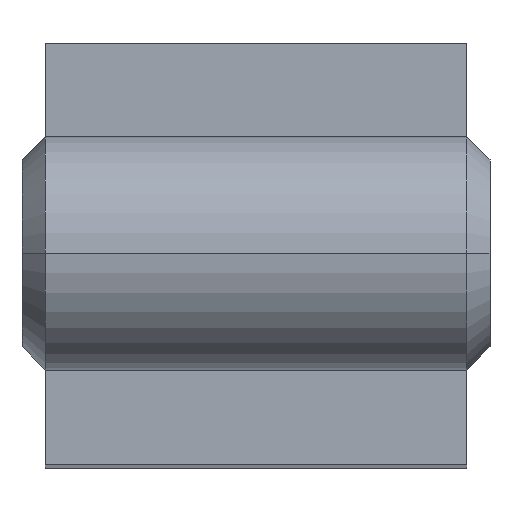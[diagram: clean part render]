
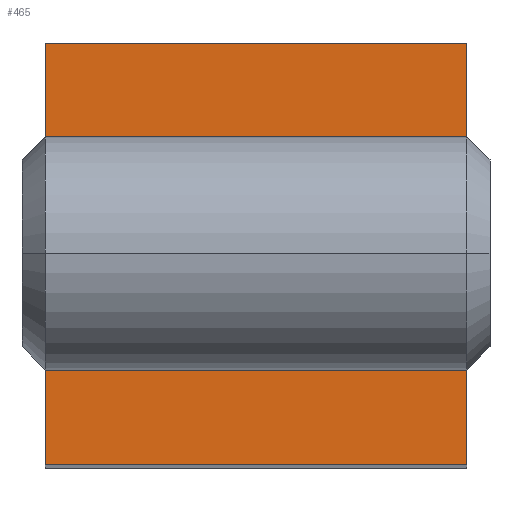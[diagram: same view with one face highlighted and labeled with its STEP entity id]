
A CAD part, top view. The second image highlights one B-rep face of the part: STEP entity #465.
In plain terms, the highlighted planar face has unit normal (0, 0, 1).
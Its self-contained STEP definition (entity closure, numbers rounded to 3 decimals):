
#2 = VERTEX_POINT ( 'NONE', #132 ) ;
#3 = VERTEX_POINT ( 'NONE', #541 ) ;
#19 = EDGE_CURVE ( 'NONE', #692, #437, #261, .T. ) ;
#21 = CARTESIAN_POINT ( 'NONE',  ( -18.72, -18.72, 85.197 ) ) ;
#44 = DIRECTION ( 'NONE',  ( 1., 0., 0. ) ) ;
#59 = EDGE_CURVE ( 'NONE', #2, #196, #738, .T. ) ;
#80 = LINE ( 'NONE', #389, #764 ) ;
#81 = EDGE_CURVE ( 'NONE', #196, #3, #555, .T. ) ;
#93 = ORIENTED_EDGE ( 'NONE', *, *, #159, .F. ) ;
#95 = ORIENTED_EDGE ( 'NONE', *, *, #301, .F. ) ;
#130 = DIRECTION ( 'NONE',  ( 0., 1., 0. ) ) ;
#132 = CARTESIAN_POINT ( 'NONE',  ( 18.72, -18.72, 85.197 ) ) ;
#133 = VECTOR ( 'NONE', #172, 1000. ) ;
#157 = CARTESIAN_POINT ( 'NONE',  ( -8.32, -8.32, 85.197 ) ) ;
#159 = EDGE_CURVE ( 'NONE', #437, #380, #80, .T. ) ;
#160 = CARTESIAN_POINT ( 'NONE',  ( -8.32, -8.32, 85.197 ) ) ;
#172 = DIRECTION ( 'NONE',  ( 0., -1., 0. ) ) ;
#188 = DIRECTION ( 'NONE',  ( 0., 0., -1. ) ) ;
#190 = VERTEX_POINT ( 'NONE', #21 ) ;
#196 = VERTEX_POINT ( 'NONE', #639 ) ;
#226 = FACE_BOUND ( 'NONE', #322, .T. ) ;
#237 = CARTESIAN_POINT ( 'NONE',  ( 8.32, -8.32, 85.197 ) ) ;
#261 = LINE ( 'NONE', #731, #442 ) ;
#275 = VERTEX_POINT ( 'NONE', #157 ) ;
#283 = VECTOR ( 'NONE', #559, 1000. ) ;
#301 = EDGE_CURVE ( 'NONE', #275, #692, #722, .T. ) ;
#304 = CARTESIAN_POINT ( 'NONE',  ( 8.32, 8.32, 85.197 ) ) ;
#308 = AXIS2_PLACEMENT_3D ( 'NONE', #317, #188, #724 ) ;
#317 = CARTESIAN_POINT ( 'NONE',  ( 0., 0., 85.197 ) ) ;
#322 = EDGE_LOOP ( 'NONE', ( #783, #93, #484, #95 ) ) ;
#380 = VERTEX_POINT ( 'NONE', #410 ) ;
#388 = CARTESIAN_POINT ( 'NONE',  ( 18.72, 18.72, 85.197 ) ) ;
#389 = CARTESIAN_POINT ( 'NONE',  ( -8.32, 8.32, 85.197 ) ) ;
#410 = CARTESIAN_POINT ( 'NONE',  ( -8.32, 8.32, 85.197 ) ) ;
#416 = DIRECTION ( 'NONE',  ( 1., 0., 0. ) ) ;
#429 = VECTOR ( 'NONE', #447, 1000. ) ;
#437 = VERTEX_POINT ( 'NONE', #304 ) ;
#442 = VECTOR ( 'NONE', #130, 1000. ) ;
#447 = DIRECTION ( 'NONE',  ( 0., 1., 0. ) ) ;
#448 = EDGE_LOOP ( 'NONE', ( #733, #569, #571, #493 ) ) ;
#465 = ADVANCED_FACE ( 'NONE', ( #727, #226 ), #608, .F. ) ;
#475 = CARTESIAN_POINT ( 'NONE',  ( -18.72, -18.72, 85.197 ) ) ;
#484 = ORIENTED_EDGE ( 'NONE', *, *, #19, .F. ) ;
#493 = ORIENTED_EDGE ( 'NONE', *, *, #81, .T. ) ;
#495 = DIRECTION ( 'NONE',  ( -1., 0., 0. ) ) ;
#498 = LINE ( 'NONE', #593, #638 ) ;
#517 = VECTOR ( 'NONE', #524, 1000. ) ;
#524 = DIRECTION ( 'NONE',  ( 0., -1., 0. ) ) ;
#541 = CARTESIAN_POINT ( 'NONE',  ( -18.72, 18.72, 85.197 ) ) ;
#555 = LINE ( 'NONE', #630, #283 ) ;
#559 = DIRECTION ( 'NONE',  ( -1., 0., 0. ) ) ;
#568 = EDGE_CURVE ( 'NONE', #380, #275, #652, .T. ) ;
#569 = ORIENTED_EDGE ( 'NONE', *, *, #645, .T. ) ;
#571 = ORIENTED_EDGE ( 'NONE', *, *, #59, .T. ) ;
#593 = CARTESIAN_POINT ( 'NONE',  ( 18.72, -18.72, 85.197 ) ) ;
#608 = PLANE ( 'NONE',  #308 ) ;
#630 = CARTESIAN_POINT ( 'NONE',  ( -18.72, 18.72, 85.197 ) ) ;
#638 = VECTOR ( 'NONE', #416, 1000. ) ;
#639 = CARTESIAN_POINT ( 'NONE',  ( 18.72, 18.72, 85.197 ) ) ;
#640 = VECTOR ( 'NONE', #44, 1000. ) ;
#645 = EDGE_CURVE ( 'NONE', #190, #2, #498, .T. ) ;
#652 = LINE ( 'NONE', #160, #133 ) ;
#661 = CARTESIAN_POINT ( 'NONE',  ( 8.32, -8.32, 85.197 ) ) ;
#671 = EDGE_CURVE ( 'NONE', #3, #190, #788, .T. ) ;
#692 = VERTEX_POINT ( 'NONE', #237 ) ;
#722 = LINE ( 'NONE', #661, #640 ) ;
#724 = DIRECTION ( 'NONE',  ( -1., 0., 0. ) ) ;
#727 = FACE_OUTER_BOUND ( 'NONE', #448, .T. ) ;
#731 = CARTESIAN_POINT ( 'NONE',  ( 8.32, 8.32, 85.197 ) ) ;
#733 = ORIENTED_EDGE ( 'NONE', *, *, #671, .T. ) ;
#738 = LINE ( 'NONE', #388, #429 ) ;
#764 = VECTOR ( 'NONE', #495, 1000. ) ;
#783 = ORIENTED_EDGE ( 'NONE', *, *, #568, .F. ) ;
#788 = LINE ( 'NONE', #475, #517 ) ;
